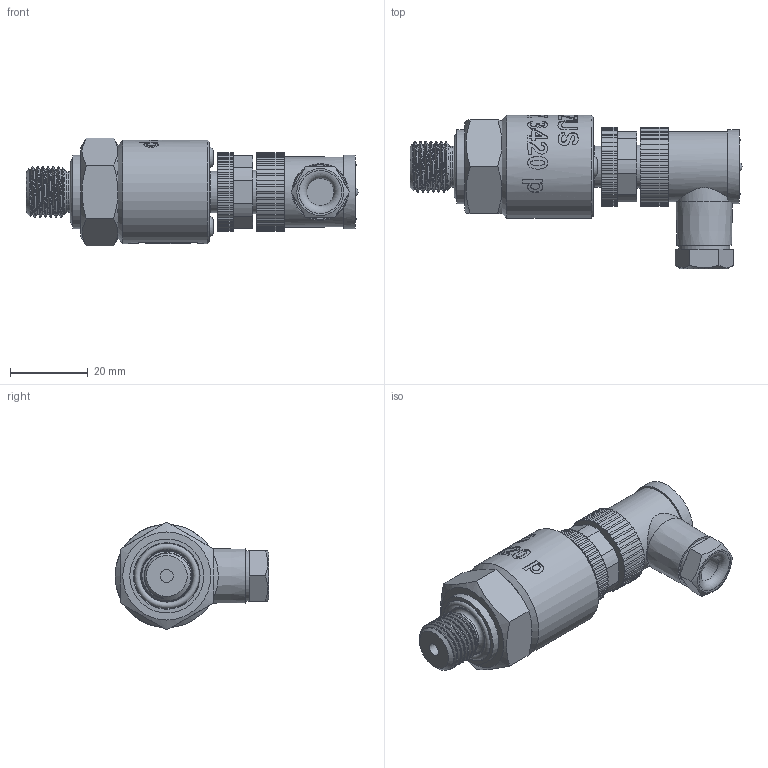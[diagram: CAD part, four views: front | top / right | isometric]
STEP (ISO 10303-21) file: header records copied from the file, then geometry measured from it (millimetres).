
FILE_DESCRIPTION(/* description */ (''),/* implementation_level */ '2;1');
FILE_NAME(/* name */ 'ASZ3420p_6_M12x1-angular.step',/* time_stamp */ '2021-07-19T16:49:47+03:00',/* author */ (''),/* organization */ (''),/* preprocessor_version */ 'ST-DEVELOPER v18.1',/* originating_system */ 'Autodesk Translation Framework v10.9.0.1377',/* authorisation */ '');
FILE_SCHEMA (('AUTOMOTIVE_DESIGN { 1 0 10303 214 3 1 1 }'));
Length unit declared in the file: millimetre
Products named in the file (4): АСЗ 3420(3410) p - filled; G1/4 DIN; РП30-27.100.000.060 v9; M12x1 female angular v10
Assembly tree (3 placements, depth 2):
  АСЗ 3420(3410) p - filled
    G1/4 DIN
    РП30-27.100.000.060 v9
    M12x1 female angular v10
Bounding box: 85.26 x 39.45 x 27.71 mm (x, y, z)
Volume: 31130.3 mm3; surface area: 11429.8 mm2
Topology: 4 solids, 7 shells, 793 faces, 2149 edges, 1426 vertices
Faces by surface type: bspline 347, cylinder 272, plane 145, cone 15, torus 13, sphere 1
Full cylindrical faces by diameter (mm): 1 x8, 3.3 x1, 4.34 x2, 5.4 x2, 7 x1, 8 x1, 8.2 x1, 9.471 x2, 10.5 x1, 10.6 x2, 10.741 x5, 11.035 x4, 11.156 x1, 11.445 x6, 11.884 x4, 12.152 x4, 13 x1, 13.5 x1, 16.7 x1, 18 x1, 19 x2, 26.5 x1
Entity records: 37215 total; most frequent: CARTESIAN_POINT 19198, ORIENTED_EDGE 4298, DIRECTION 2780, EDGE_CURVE 2149, VERTEX_POINT 1426, AXIS2_PLACEMENT_3D 974, EDGE_LOOP 855, LINE 832
